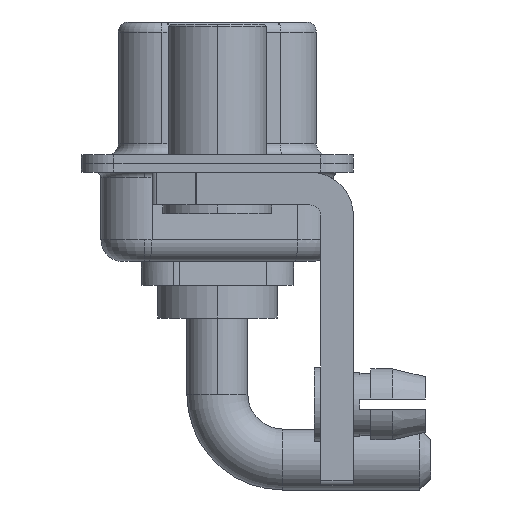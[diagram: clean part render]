
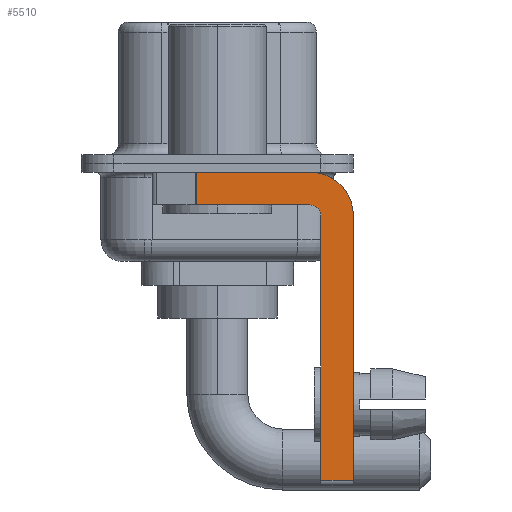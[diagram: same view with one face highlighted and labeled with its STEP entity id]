
A CAD part, left-side view. The second image highlights one B-rep face of the part: STEP entity #5510.
In plain terms, the highlighted planar face has unit normal (-1, 0, 0).
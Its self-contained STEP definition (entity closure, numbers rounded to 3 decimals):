
#177 = VECTOR ( 'NONE', #2132, 1000. ) ;
#465 = VERTEX_POINT ( 'NONE', #14836 ) ;
#502 = ORIENTED_EDGE ( 'NONE', *, *, #18939, .F. ) ;
#590 = ORIENTED_EDGE ( 'NONE', *, *, #8909, .F. ) ;
#1141 = VECTOR ( 'NONE', #7530, 1000. ) ;
#1377 = EDGE_CURVE ( 'NONE', #9415, #16634, #16766, .T. ) ;
#2132 = DIRECTION ( 'NONE',  ( 0., -1., 0. ) ) ;
#3878 = LINE ( 'NONE', #16382, #16264 ) ;
#3954 = EDGE_CURVE ( 'NONE', #13464, #9290, #15157, .T. ) ;
#4691 = CARTESIAN_POINT ( 'NONE',  ( -2.9, -4.25, -2.4 ) ) ;
#4805 = EDGE_CURVE ( 'NONE', #6924, #9290, #18703, .T. ) ;
#5087 = CARTESIAN_POINT ( 'NONE',  ( -2.9, -6.25, -2.4 ) ) ;
#5510 = ADVANCED_FACE ( 'NONE', ( #16704 ), #12245, .F. ) ;
#5759 = VERTEX_POINT ( 'NONE', #7858 ) ;
#6066 = CARTESIAN_POINT ( 'NONE',  ( -2.9, -4.25, -2.4 ) ) ;
#6924 = VERTEX_POINT ( 'NONE', #15052 ) ;
#7287 = DIRECTION ( 'NONE',  ( 0., 0., 1. ) ) ;
#7340 = ORIENTED_EDGE ( 'NONE', *, *, #17012, .F. ) ;
#7530 = DIRECTION ( 'NONE',  ( 0., 0., -1. ) ) ;
#7644 = CARTESIAN_POINT ( 'NONE',  ( -2.9, 0.978, -0.4 ) ) ;
#7668 = VECTOR ( 'NONE', #7287, 1000. ) ;
#7858 = CARTESIAN_POINT ( 'NONE',  ( -2.9, -4.75, -2.4 ) ) ;
#8419 = CARTESIAN_POINT ( 'NONE',  ( -2.9, -4.25, -2.4 ) ) ;
#8647 = ORIENTED_EDGE ( 'NONE', *, *, #13196, .F. ) ;
#8909 = EDGE_CURVE ( 'NONE', #13464, #5759, #11878, .T. ) ;
#9148 = VECTOR ( 'NONE', #10585, 1000. ) ;
#9263 = DIRECTION ( 'NONE',  ( 0., 0., 1. ) ) ;
#9290 = VERTEX_POINT ( 'NONE', #15901 ) ;
#9415 = VERTEX_POINT ( 'NONE', #7644 ) ;
#9584 = ORIENTED_EDGE ( 'NONE', *, *, #4805, .F. ) ;
#9723 = DIRECTION ( 'NONE',  ( 1., 0., 0. ) ) ;
#10042 = AXIS2_PLACEMENT_3D ( 'NONE', #8419, #9723, #12914 ) ;
#10150 = ORIENTED_EDGE ( 'NONE', *, *, #1377, .T. ) ;
#10585 = DIRECTION ( 'NONE',  ( 0., -1., 0. ) ) ;
#10610 = CARTESIAN_POINT ( 'NONE',  ( -2.9, 0.978, -1.9 ) ) ;
#11151 = DIRECTION ( 'NONE',  ( 0., 0., -1. ) ) ;
#11878 = LINE ( 'NONE', #14659, #7668 ) ;
#11942 = DIRECTION ( 'NONE',  ( 0., 0., -1. ) ) ;
#12245 = PLANE ( 'NONE',  #15179 ) ;
#12914 = DIRECTION ( 'NONE',  ( 0., 0., -1. ) ) ;
#13196 = EDGE_CURVE ( 'NONE', #9415, #465, #15639, .T. ) ;
#13361 = VERTEX_POINT ( 'NONE', #19006 ) ;
#13425 = DIRECTION ( 'NONE',  ( 0., 1., 0. ) ) ;
#13464 = VERTEX_POINT ( 'NONE', #19099 ) ;
#13581 = CARTESIAN_POINT ( 'NONE',  ( -2.9, -4.25, -14.55 ) ) ;
#13878 = CIRCLE ( 'NONE', #10042, 2. ) ;
#13950 = EDGE_CURVE ( 'NONE', #13361, #16634, #3878, .T. ) ;
#14297 = EDGE_LOOP ( 'NONE', ( #8647, #10150, #15699, #7340, #590, #16175, #9584, #502 ) ) ;
#14659 = CARTESIAN_POINT ( 'NONE',  ( -2.9, -4.75, -14.8 ) ) ;
#14836 = CARTESIAN_POINT ( 'NONE',  ( -2.9, -4.25, -0.4 ) ) ;
#15052 = CARTESIAN_POINT ( 'NONE',  ( -2.9, -6.25, -2.4 ) ) ;
#15119 = DIRECTION ( 'NONE',  ( 1., 0., 0. ) ) ;
#15157 = LINE ( 'NONE', #13581, #9148 ) ;
#15179 = AXIS2_PLACEMENT_3D ( 'NONE', #6066, #15119, #11942 ) ;
#15639 = LINE ( 'NONE', #15734, #177 ) ;
#15699 = ORIENTED_EDGE ( 'NONE', *, *, #13950, .F. ) ;
#15734 = CARTESIAN_POINT ( 'NONE',  ( -2.9, 3., -0.4 ) ) ;
#15901 = CARTESIAN_POINT ( 'NONE',  ( -2.9, -6.25, -14.55 ) ) ;
#16175 = ORIENTED_EDGE ( 'NONE', *, *, #3954, .T. ) ;
#16264 = VECTOR ( 'NONE', #13425, 1000. ) ;
#16304 = CIRCLE ( 'NONE', #16932, 0.5 ) ;
#16382 = CARTESIAN_POINT ( 'NONE',  ( -2.9, -4.25, -1.9 ) ) ;
#16634 = VERTEX_POINT ( 'NONE', #18912 ) ;
#16704 = FACE_OUTER_BOUND ( 'NONE', #14297, .T. ) ;
#16766 = LINE ( 'NONE', #10610, #1141 ) ;
#16790 = VECTOR ( 'NONE', #11151, 1000. ) ;
#16816 = DIRECTION ( 'NONE',  ( -1., 0., 0. ) ) ;
#16932 = AXIS2_PLACEMENT_3D ( 'NONE', #4691, #16816, #9263 ) ;
#17012 = EDGE_CURVE ( 'NONE', #5759, #13361, #16304, .T. ) ;
#18703 = LINE ( 'NONE', #5087, #16790 ) ;
#18912 = CARTESIAN_POINT ( 'NONE',  ( -2.9, 0.978, -1.9 ) ) ;
#18939 = EDGE_CURVE ( 'NONE', #465, #6924, #13878, .T. ) ;
#19006 = CARTESIAN_POINT ( 'NONE',  ( -2.9, -4.25, -1.9 ) ) ;
#19099 = CARTESIAN_POINT ( 'NONE',  ( -2.9, -4.75, -14.55 ) ) ;
